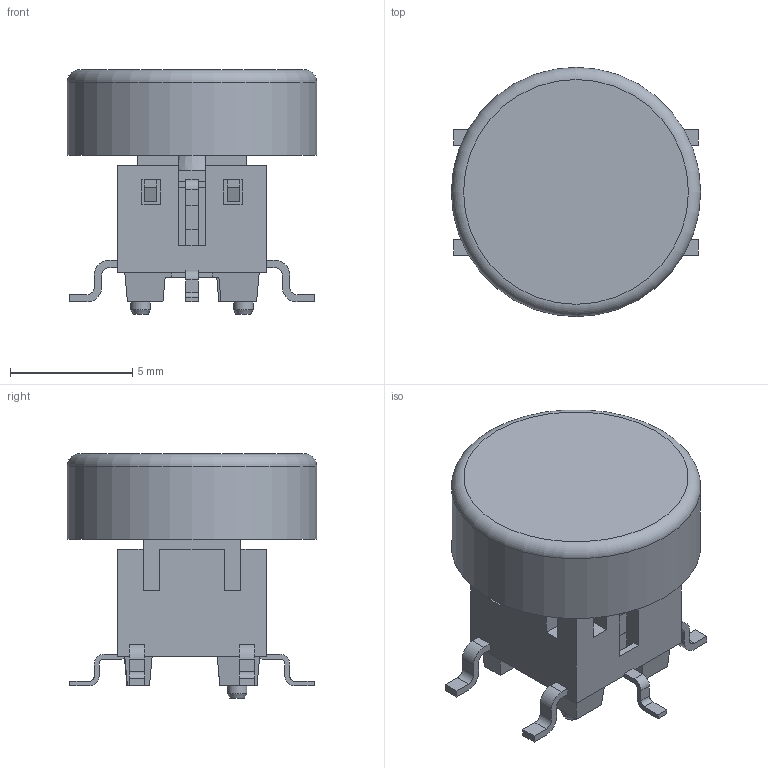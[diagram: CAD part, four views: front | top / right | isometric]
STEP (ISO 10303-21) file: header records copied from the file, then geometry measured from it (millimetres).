
FILE_DESCRIPTION(('FreeCAD Model'),'2;1');
FILE_NAME('TL3240xxxx_TL3240R1CAP_cp.step','2019-06-13T02:56:21',('kicad StepUp'),( 'ksu MCAD'),'Open CASCADE STEP processor 7.2','FreeCAD','Unknown');
FILE_SCHEMA(('AUTOMOTIVE_DESIGN { 1 0 10303 214 1 1 1 1 }'));
Length unit declared in the file: millimetre
Products named in the file (1): TL3240xxxx_TL3240R1CAP_cp
Bounding box: 10.2 x 10.2 x 10 mm (x, y, z)
Volume: 330.9 mm3; surface area: 1051.8 mm2
Topology: 3 solids, 3 shells, 275 faces, 786 edges, 520 vertices
Faces by surface type: plane 228, cylinder 41, cone 3, sphere 1, bspline 1, torus 1
Full cylindrical faces by diameter (mm): 0.8 x2, 1 x1, 2.7 x1, 3 x1, 7.6 x1, 8 x1, 8.04 x1, 10.2 x1
Entity records: 10921 total; most frequent: CARTESIAN_POINT 1676, ORIENTED_EDGE 1572, DIRECTION 1417, EDGE_CURVE 786, LINE 689, VECTOR 689, VERTEX_POINT 520, AXIS2_PLACEMENT_3D 364
